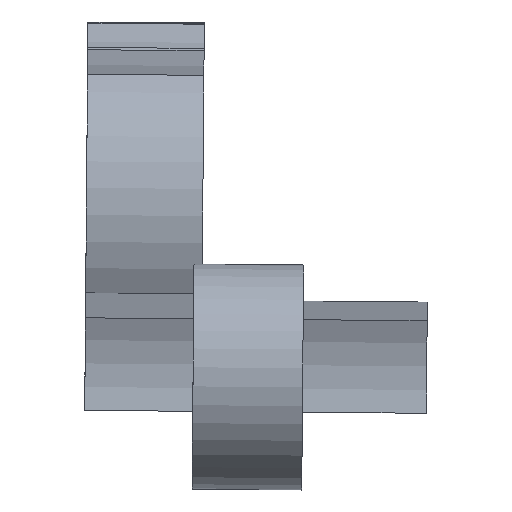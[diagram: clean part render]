
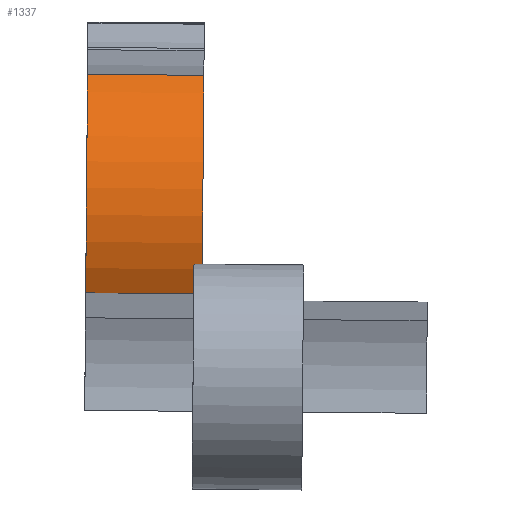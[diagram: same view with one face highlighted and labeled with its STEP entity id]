
A CAD part, left-side view. The second image highlights one B-rep face of the part: STEP entity #1337.
In plain terms, the highlighted cylindrical face has radius 6 mm (diameter 12 mm), a partial arc.
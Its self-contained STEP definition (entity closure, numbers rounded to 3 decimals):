
#54=CIRCLE('',#1434,6.);
#55=CIRCLE('',#1435,6.);
#92=CYLINDRICAL_SURFACE('',#1433,6.);
#129=FACE_OUTER_BOUND('',#197,.T.);
#197=EDGE_LOOP('',(#974,#975,#976,#977));
#256=B_SPLINE_CURVE_WITH_KNOTS('',3,(#2093,#2094,#2095,#2096,#2097,#2098),
 .UNSPECIFIED.,.F.,.F.,(4,2,4),(0.,0.207,0.413),
 .UNSPECIFIED.);
#342=LINE('',#2085,#444);
#444=VECTOR('',#1606,6.);
#556=VERTEX_POINT('',#2083);
#557=VERTEX_POINT('',#2084);
#558=VERTEX_POINT('',#2089);
#559=VERTEX_POINT('',#2091);
#721=EDGE_CURVE('',#556,#557,#342,.T.);
#724=EDGE_CURVE('',#556,#558,#54,.F.);
#725=EDGE_CURVE('',#559,#557,#55,.T.);
#726=EDGE_CURVE('',#558,#559,#256,.F.);
#974=ORIENTED_EDGE('',*,*,#724,.F.);
#975=ORIENTED_EDGE('',*,*,#721,.T.);
#976=ORIENTED_EDGE('',*,*,#725,.F.);
#977=ORIENTED_EDGE('',*,*,#726,.F.);
#1337=ADVANCED_FACE('',(#129),#92,.T.);
#1433=AXIS2_PLACEMENT_3D('',#2088,#1609,#1610);
#1434=AXIS2_PLACEMENT_3D('',#2090,#1611,#1612);
#1435=AXIS2_PLACEMENT_3D('',#2092,#1613,#1614);
#1606=DIRECTION('',(0.,-1.,-0.008));
#1609=DIRECTION('center_axis',(0.,-1.,-0.008));
#1610=DIRECTION('ref_axis',(-0.995,0.001,-0.098));
#1611=DIRECTION('center_axis',(0.,-1.,-0.008));
#1612=DIRECTION('ref_axis',(-0.995,0.001,-0.098));
#1613=DIRECTION('center_axis',(0.,-1.,-0.008));
#1614=DIRECTION('ref_axis',(-0.995,0.001,-0.098));
#2083=CARTESIAN_POINT('',(-26.071,123.383,33.83));
#2084=CARTESIAN_POINT('',(-26.071,119.251,33.795));
#2085=CARTESIAN_POINT('',(-26.071,123.383,33.83));
#2088=CARTESIAN_POINT('Origin',(-20.83,123.359,36.75));
#2089=CARTESIAN_POINT('',(-24.368,123.318,41.595));
#2090=CARTESIAN_POINT('Origin',(-20.83,123.359,36.75));
#2091=CARTESIAN_POINT('',(-24.368,119.185,41.56));
#2092=CARTESIAN_POINT('Origin',(-20.829,119.226,36.715));
#2093=CARTESIAN_POINT('Ctrl Pts',(-24.368,119.185,41.56));
#2094=CARTESIAN_POINT('Ctrl Pts',(-24.368,119.874,41.566));
#2095=CARTESIAN_POINT('Ctrl Pts',(-24.368,120.563,41.572));
#2096=CARTESIAN_POINT('Ctrl Pts',(-24.368,121.94,41.583));
#2097=CARTESIAN_POINT('Ctrl Pts',(-24.368,122.629,41.589));
#2098=CARTESIAN_POINT('Ctrl Pts',(-24.368,123.318,41.595));
